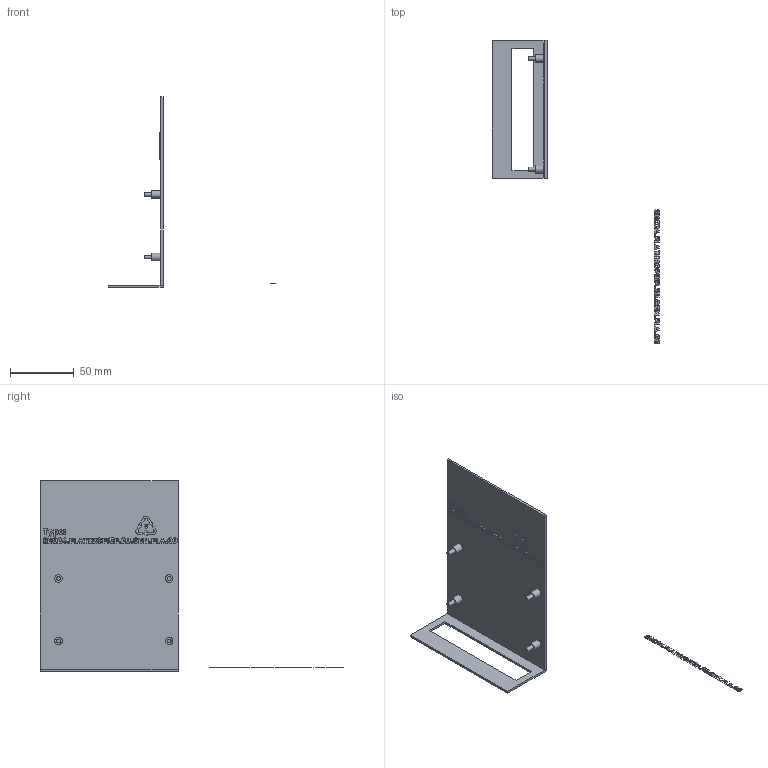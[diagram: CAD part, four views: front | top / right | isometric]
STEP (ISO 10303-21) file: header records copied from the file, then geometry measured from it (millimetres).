
FILE_DESCRIPTION(('FreeCAD Model'),'2;1');
FILE_NAME('Open CASCADE Shape Model','2024-09-27T17:31:33',('Author'),( ''),'Open CASCADE STEP processor 7.6','FreeCAD','Unknown');
FILE_SCHEMA(('AUTOMOTIVE_DESIGN { 1 0 10303 214 1 1 1 1 }'));
Length unit declared in the file: millimetre
Products named in the file (24): SBC24_PLATEOPI5P_2U_GRN_PLA_00; BlankPlate; FrontPlate; LinkGroup; RecycleLogo; Extrude; Extrude001; Extrude002; Extrude003; Text005; Text006; ShapeString005; Stud1; Stud1a; Stud1b; Stud002; Stud1a001; Stud1b001; Stud003; Stud1a002; Stud1b002; Stud004; Stud1a003; Stud1b003
Assembly tree (23 placements, depth 4):
  SBC24_PLATEOPI5P_2U_GRN_PLA_00
    BlankPlate
    FrontPlate
    LinkGroup
      RecycleLogo
        Extrude
        Extrude001
        Extrude002
        Extrude003
      Text005
      Text006
      ShapeString005
    Stud1
      Stud1a
      Stud1b
    Stud002
      Stud1a001
      Stud1b001
    Stud003
      Stud1a002
      Stud1b002
    Stud004
      Stud1a003
      Stud1b003
Bounding box: 131.55 x 238.73 x 150.2 mm (x, y, z)
Volume: 35860.7 mm3; surface area: 42930.5 mm2
Topology: 51 solids, 82 shells, 723 faces, 2216 edges, 1626 vertices
Faces by surface type: extrusion 371, plane 344, cylinder 8
Full cylindrical faces by diameter (mm): 3 x4, 6 x4
Entity records: 52303 total; most frequent: CARTESIAN_POINT 13239, DIRECTION 5315, VECTOR 4515, LINE 4144, ORIENTED_EDGE 3986, PCURVE 3986, DEFINITIONAL_REPRESENTATION 3986, B_SPLINE_CURVE_WITH_KNOTS 2387
